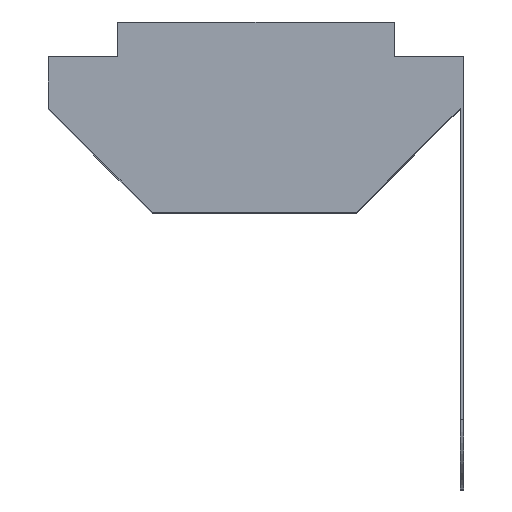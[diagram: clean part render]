
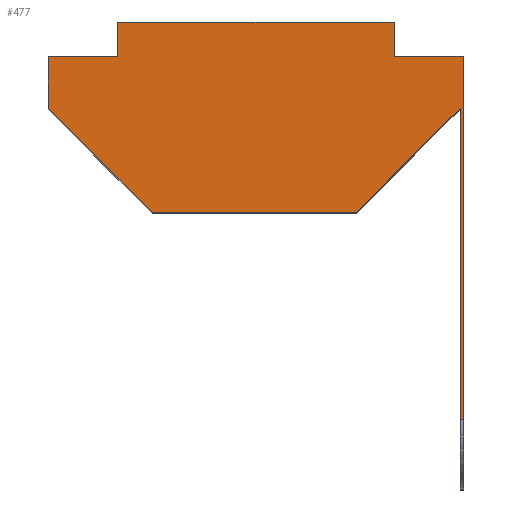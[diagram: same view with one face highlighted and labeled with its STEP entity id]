
A CAD part, top view. The second image highlights one B-rep face of the part: STEP entity #477.
In plain terms, the highlighted planar face has unit normal (0, 0, 1).
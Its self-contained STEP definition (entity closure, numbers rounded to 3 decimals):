
#22=PLANE('',#536);
#41=FACE_OUTER_BOUND('',#66,.T.);
#66=EDGE_LOOP('',(#378,#379,#380,#381,#382,#383,#384,#385,#386,#387,#388,
#389));
#91=LINE('',#708,#146);
#101=LINE('',#751,#156);
#118=LINE('',#781,#173);
#119=LINE('',#783,#174);
#120=LINE('',#785,#175);
#121=LINE('',#787,#176);
#122=LINE('',#789,#177);
#123=LINE('',#791,#178);
#124=LINE('',#793,#179);
#125=LINE('',#795,#180);
#126=LINE('',#797,#181);
#127=LINE('',#798,#182);
#146=VECTOR('',#571,1000.);
#156=VECTOR('',#605,1000.);
#173=VECTOR('',#630,1000.);
#174=VECTOR('',#631,1000.);
#175=VECTOR('',#632,1000.);
#176=VECTOR('',#633,1000.);
#177=VECTOR('',#634,1000.);
#178=VECTOR('',#635,1000.);
#179=VECTOR('',#636,1000.);
#180=VECTOR('',#637,1000.);
#181=VECTOR('',#638,1000.);
#182=VECTOR('',#639,1000.);
#217=VERTEX_POINT('',#705);
#218=VERTEX_POINT('',#707);
#238=VERTEX_POINT('',#748);
#239=VERTEX_POINT('',#750);
#249=VERTEX_POINT('',#782);
#250=VERTEX_POINT('',#784);
#251=VERTEX_POINT('',#786);
#252=VERTEX_POINT('',#788);
#253=VERTEX_POINT('',#790);
#254=VERTEX_POINT('',#792);
#255=VERTEX_POINT('',#794);
#256=VERTEX_POINT('',#796);
#264=EDGE_CURVE('',#217,#218,#91,.T.);
#285=EDGE_CURVE('',#239,#238,#101,.T.);
#302=EDGE_CURVE('',#238,#218,#118,.T.);
#303=EDGE_CURVE('',#249,#217,#119,.T.);
#304=EDGE_CURVE('',#250,#249,#120,.T.);
#305=EDGE_CURVE('',#251,#250,#121,.T.);
#306=EDGE_CURVE('',#252,#251,#122,.T.);
#307=EDGE_CURVE('',#253,#252,#123,.T.);
#308=EDGE_CURVE('',#254,#253,#124,.T.);
#309=EDGE_CURVE('',#254,#255,#125,.T.);
#310=EDGE_CURVE('',#256,#255,#126,.T.);
#311=EDGE_CURVE('',#256,#239,#127,.T.);
#378=ORIENTED_EDGE('',*,*,#285,.T.);
#379=ORIENTED_EDGE('',*,*,#302,.T.);
#380=ORIENTED_EDGE('',*,*,#264,.F.);
#381=ORIENTED_EDGE('',*,*,#303,.F.);
#382=ORIENTED_EDGE('',*,*,#304,.F.);
#383=ORIENTED_EDGE('',*,*,#305,.F.);
#384=ORIENTED_EDGE('',*,*,#306,.F.);
#385=ORIENTED_EDGE('',*,*,#307,.F.);
#386=ORIENTED_EDGE('',*,*,#308,.F.);
#387=ORIENTED_EDGE('',*,*,#309,.T.);
#388=ORIENTED_EDGE('',*,*,#310,.F.);
#389=ORIENTED_EDGE('',*,*,#311,.T.);
#477=ADVANCED_FACE('',(#41),#22,.T.);
#536=AXIS2_PLACEMENT_3D('',#780,#628,#629);
#571=DIRECTION('',(0.,-1.,0.));
#605=DIRECTION('',(0.,-1.,0.));
#628=DIRECTION('center_axis',(0.,0.,1.));
#629=DIRECTION('ref_axis',(1.,0.,0.));
#630=DIRECTION('',(1.,0.,0.));
#631=DIRECTION('',(1.,0.,0.));
#632=DIRECTION('',(0.,-1.,0.));
#633=DIRECTION('',(1.,0.,0.));
#634=DIRECTION('',(0.,1.,0.));
#635=DIRECTION('',(1.,0.,0.));
#636=DIRECTION('',(0.,1.,0.));
#637=DIRECTION('',(0.707,-0.707,0.));
#638=DIRECTION('',(-1.,0.,0.));
#639=DIRECTION('',(0.707,0.707,0.));
#705=CARTESIAN_POINT('',(12.,0.,20.));
#707=CARTESIAN_POINT('',(12.,-10.5,20.));
#708=CARTESIAN_POINT('',(12.,0.,20.));
#748=CARTESIAN_POINT('',(11.9,-10.5,20.));
#750=CARTESIAN_POINT('',(11.9,-1.5,20.));
#751=CARTESIAN_POINT('',(11.9,0.,20.));
#780=CARTESIAN_POINT('Origin',(8.636,-20.229,20.));
#781=CARTESIAN_POINT('',(11.9,-10.5,20.));
#782=CARTESIAN_POINT('',(10.,0.,20.));
#783=CARTESIAN_POINT('',(8.636,0.,20.));
#784=CARTESIAN_POINT('',(10.,1.,20.));
#785=CARTESIAN_POINT('',(10.,-20.229,20.));
#786=CARTESIAN_POINT('',(2.,1.,20.));
#787=CARTESIAN_POINT('',(8.636,1.,20.));
#788=CARTESIAN_POINT('',(2.,0.,20.));
#789=CARTESIAN_POINT('',(2.,-20.229,20.));
#790=CARTESIAN_POINT('',(0.,0.,20.));
#791=CARTESIAN_POINT('',(8.636,0.,20.));
#792=CARTESIAN_POINT('',(0.,-1.5,20.));
#793=CARTESIAN_POINT('',(0.,-20.229,20.));
#794=CARTESIAN_POINT('',(3.,-4.5,20.));
#795=CARTESIAN_POINT('',(13.682,-15.182,20.));
#796=CARTESIAN_POINT('',(8.9,-4.5,20.));
#797=CARTESIAN_POINT('',(8.636,-4.5,20.));
#798=CARTESIAN_POINT('',(0.903,-12.497,20.));
